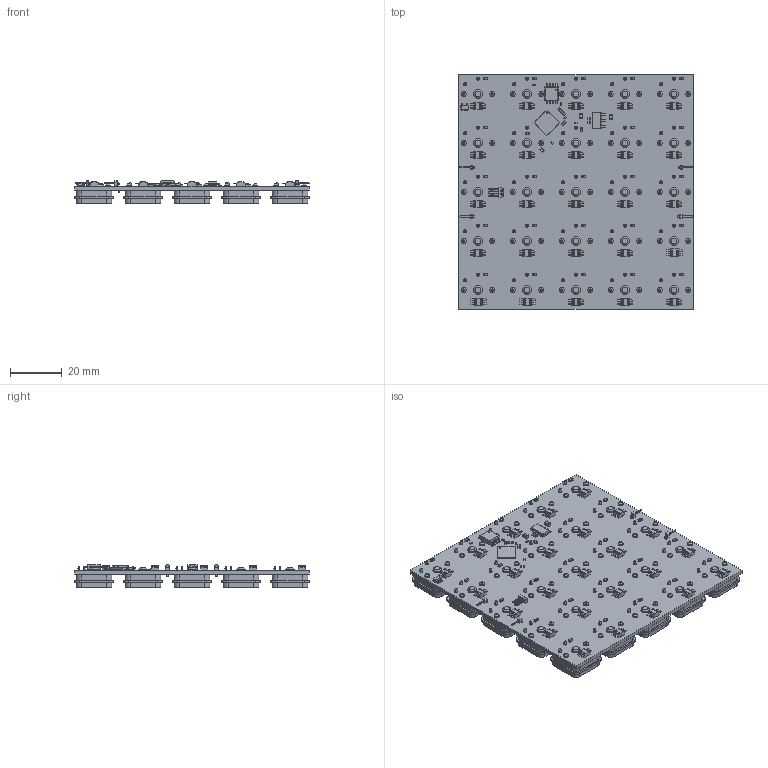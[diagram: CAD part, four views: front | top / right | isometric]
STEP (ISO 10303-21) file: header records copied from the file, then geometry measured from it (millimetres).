
FILE_DESCRIPTION(('KiCad electronic assembly'),'2;1');
FILE_NAME('Keymodule.step','2026-01-23T20:09:56',('Pcbnew'),('Kicad'), 'Open CASCADE STEP processor 7.8','KiCad to STEP converter','Unknown' );
FILE_SCHEMA(('AUTOMOTIVE_DESIGN { 1 0 10303 214 1 1 1 1 }'));
Length unit declared in the file: millimetre
Products named in the file (14): Keymodule 1; D_0603_1608Metric; SK6812MINI_E; SOT-23-5; C_0402_1005Metric; PinHeader_1x01_P1.27mm_Horizontal; QFN-56-1EP_7x7mm_P0.4mm_EP3.2x3.2mm; SOT-223; SOIC-8_5.3x5.3mm_P1.27mm; R_0402_1005Metric; C_0805_2012Metric; PinHeader_1x03_P1.27mm_Horizontal; low_profile_mechanical_key; Keymodule_PCB
Assembly tree (100 placements, depth 2):
  Keymodule 1
    D_0603_1608Metric  x25
    SK6812MINI_E  x25
    SOT-23-5
    C_0402_1005Metric  x8
    PinHeader_1x01_P1.27mm_Horizontal  x4
    QFN-56-1EP_7x7mm_P0.4mm_EP3.2x3.2mm
    SOT-223
    SOIC-8_5.3x5.3mm_P1.27mm
    R_0402_1005Metric  x5
    C_0805_2012Metric  x2
    PinHeader_1x03_P1.27mm_Horizontal
    low_profile_mechanical_key  x25
    Keymodule_PCB
Bounding box: 91 x 91 x 8.84 mm (x, y, z)
Volume: 37220.2 mm3; surface area: 38646.5 mm2
Topology: 100 solids, 100 shells, 4929 faces, 12793 edges, 8351 vertices
Faces by surface type: plane 3333, cylinder 1393, cone 150, bspline 53
Full cylindrical faces by diameter (mm): 0.4 x1, 0.65 x7, 1.2 x50, 1.9 x50, 2.2 x25, 3.4 x25
Entity records: 46049 total; most frequent: CARTESIAN_POINT 6887, ORIENTED_EDGE 6411, DIRECTION 6181, EDGE_CURVE 3206, LINE 2535, VECTOR 2535, VERTEX_POINT 2085, AXIS2_PLACEMENT_3D 1823
